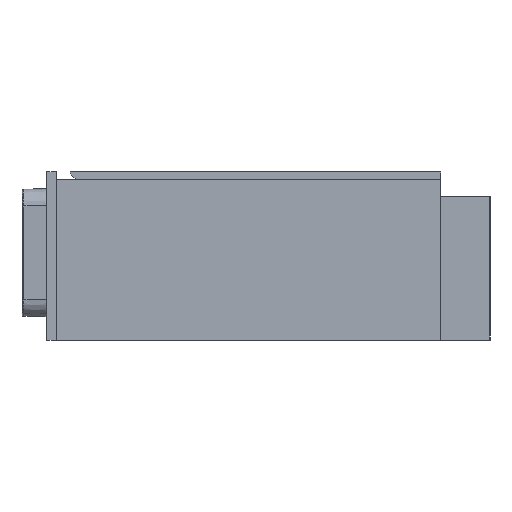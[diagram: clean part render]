
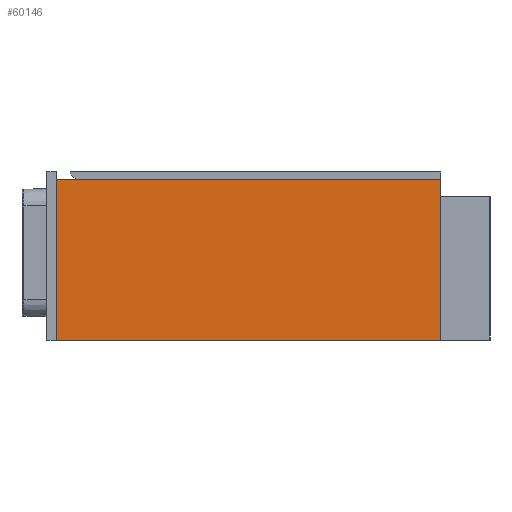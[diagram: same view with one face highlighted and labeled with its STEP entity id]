
A CAD part, left-side view. The second image highlights one B-rep face of the part: STEP entity #60146.
In plain terms, the highlighted planar face has unit normal (-1, 0, 0).
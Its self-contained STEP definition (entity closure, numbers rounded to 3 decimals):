
#1988 = ORIENTED_EDGE ( 'NONE', *, *, #35248, .F. ) ;
#2397 = PLANE ( 'NONE',  #26336 ) ;
#5799 = EDGE_CURVE ( 'NONE', #40023, #56757, #35178, .T. ) ;
#7408 = VECTOR ( 'NONE', #45342, 1000. ) ;
#7652 = CARTESIAN_POINT ( 'NONE',  ( -594., 390., 325. ) ) ;
#11515 = VERTEX_POINT ( 'NONE', #49958 ) ;
#12872 = VERTEX_POINT ( 'NONE', #53187 ) ;
#15385 = EDGE_CURVE ( 'NONE', #11515, #56757, #21987, .T. ) ;
#16973 = DIRECTION ( 'NONE',  ( 0., 1., 0. ) ) ;
#20577 = DIRECTION ( 'NONE',  ( 0., 0., -1. ) ) ;
#21987 = LINE ( 'NONE', #64126, #28564 ) ;
#23714 = ORIENTED_EDGE ( 'NONE', *, *, #15385, .F. ) ;
#26336 = AXIS2_PLACEMENT_3D ( 'NONE', #7652, #44143, #65111 ) ;
#28564 = VECTOR ( 'NONE', #53880, 1000. ) ;
#29456 = ORIENTED_EDGE ( 'NONE', *, *, #5799, .T. ) ;
#32049 = CARTESIAN_POINT ( 'NONE',  ( -594., 390., 325. ) ) ;
#35178 = LINE ( 'NONE', #65411, #7408 ) ;
#35248 = EDGE_CURVE ( 'NONE', #12872, #11515, #54448, .T. ) ;
#38103 = VECTOR ( 'NONE', #16973, 1000. ) ;
#40023 = VERTEX_POINT ( 'NONE', #43594 ) ;
#40680 = CARTESIAN_POINT ( 'NONE',  ( -594., -390., 325. ) ) ;
#43594 = CARTESIAN_POINT ( 'NONE',  ( -594., 390., 325. ) ) ;
#43788 = LINE ( 'NONE', #32049, #38103 ) ;
#44143 = DIRECTION ( 'NONE',  ( -1., 0., 0. ) ) ;
#45008 = EDGE_CURVE ( 'NONE', #12872, #40023, #43788, .T. ) ;
#45342 = DIRECTION ( 'NONE',  ( 0., 0., -1. ) ) ;
#46264 = VECTOR ( 'NONE', #20577, 1000. ) ;
#48724 = ORIENTED_EDGE ( 'NONE', *, *, #45008, .T. ) ;
#49474 = CARTESIAN_POINT ( 'NONE',  ( -594., 390., 0. ) ) ;
#49958 = CARTESIAN_POINT ( 'NONE',  ( -594., -390., 0. ) ) ;
#53187 = CARTESIAN_POINT ( 'NONE',  ( -594., -390., 325. ) ) ;
#53880 = DIRECTION ( 'NONE',  ( 0., 1., 0. ) ) ;
#54448 = LINE ( 'NONE', #40680, #46264 ) ;
#56757 = VERTEX_POINT ( 'NONE', #49474 ) ;
#60108 = FACE_OUTER_BOUND ( 'NONE', #60485, .T. ) ;
#60146 = ADVANCED_FACE ( 'NONE', ( #60108 ), #2397, .T. ) ;
#60485 = EDGE_LOOP ( 'NONE', ( #23714, #1988, #48724, #29456 ) ) ;
#64126 = CARTESIAN_POINT ( 'NONE',  ( -594., 390., 0. ) ) ;
#65111 = DIRECTION ( 'NONE',  ( 0., -1., 0. ) ) ;
#65411 = CARTESIAN_POINT ( 'NONE',  ( -594., 390., 325. ) ) ;
